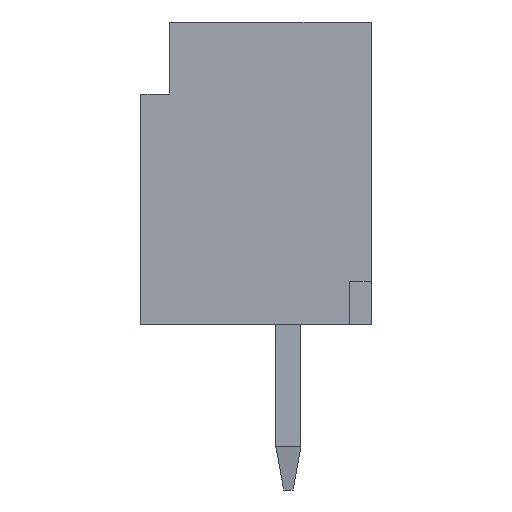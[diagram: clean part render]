
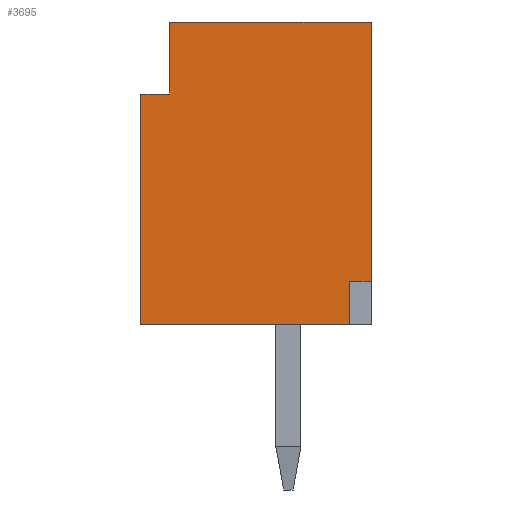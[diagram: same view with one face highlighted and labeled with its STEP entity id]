
A CAD part, left-side view. The second image highlights one B-rep face of the part: STEP entity #3695.
In plain terms, the highlighted planar face has unit normal (-1, 0, 0).
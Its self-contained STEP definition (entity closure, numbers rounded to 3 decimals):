
#111 = PLANE('',#112);
#112 = AXIS2_PLACEMENT_3D('',#113,#114,#115);
#113 = CARTESIAN_POINT('',(5.25,-1.15,0.));
#114 = DIRECTION('',(0.,-1.,0.));
#115 = DIRECTION('',(0.,0.,1.));
#139 = PLANE('',#140);
#140 = AXIS2_PLACEMENT_3D('',#141,#142,#143);
#141 = CARTESIAN_POINT('',(5.25,-1.15,4.2));
#142 = DIRECTION('',(0.,0.,1.));
#143 = DIRECTION('',(0.,1.,0.));
#223 = PLANE('',#224);
#224 = AXIS2_PLACEMENT_3D('',#225,#226,#227);
#225 = CARTESIAN_POINT('',(5.25,2.05,4.2));
#226 = DIRECTION('',(0.,1.,0.));
#227 = DIRECTION('',(0.,0.,-1.));
#771 = PLANE('',#772);
#772 = AXIS2_PLACEMENT_3D('',#773,#774,#775);
#773 = CARTESIAN_POINT('',(5.25,2.05,0.));
#774 = DIRECTION('',(0.,0.,-1.));
#775 = DIRECTION('',(0.,-1.,0.));
#812 = VERTEX_POINT('',#813);
#813 = CARTESIAN_POINT('',(-1.5,-1.15,0.6));
#827 = PLANE('',#828);
#828 = AXIS2_PLACEMENT_3D('',#829,#830,#831);
#829 = CARTESIAN_POINT('',(-0.925,-1.15,0.6));
#830 = DIRECTION('',(0.,0.,1.));
#831 = DIRECTION('',(-1.,0.,0.));
#839 = EDGE_CURVE('',#812,#840,#842,.T.);
#840 = VERTEX_POINT('',#841);
#841 = CARTESIAN_POINT('',(-1.5,-1.15,4.2));
#842 = SURFACE_CURVE('',#843,(#847,#854),.PCURVE_S1.);
#843 = LINE('',#844,#845);
#844 = CARTESIAN_POINT('',(-1.5,-1.15,0.6));
#845 = VECTOR('',#846,1.);
#846 = DIRECTION('',(0.,0.,1.));
#847 = PCURVE('',#111,#848);
#848 = DEFINITIONAL_REPRESENTATION('',(#849),#853);
#849 = LINE('',#850,#851);
#850 = CARTESIAN_POINT('',(0.6,6.75));
#851 = VECTOR('',#852,1.);
#852 = DIRECTION('',(1.,0.));
#853 = ( GEOMETRIC_REPRESENTATION_CONTEXT(2) 
PARAMETRIC_REPRESENTATION_CONTEXT() REPRESENTATION_CONTEXT('2D SPACE',''
  ) );
#854 = PCURVE('',#855,#860);
#855 = PLANE('',#856);
#856 = AXIS2_PLACEMENT_3D('',#857,#858,#859);
#857 = CARTESIAN_POINT('',(-1.5,0.45,2.1));
#858 = DIRECTION('',(-1.,0.,0.));
#859 = DIRECTION('',(0.,0.,-1.));
#860 = DEFINITIONAL_REPRESENTATION('',(#861),#865);
#861 = LINE('',#862,#863);
#862 = CARTESIAN_POINT('',(1.5,1.6));
#863 = VECTOR('',#864,1.);
#864 = DIRECTION('',(-1.,0.));
#865 = ( GEOMETRIC_REPRESENTATION_CONTEXT(2) 
PARAMETRIC_REPRESENTATION_CONTEXT() REPRESENTATION_CONTEXT('2D SPACE',''
  ) );
#1498 = EDGE_CURVE('',#840,#1499,#1501,.T.);
#1499 = VERTEX_POINT('',#1500);
#1500 = CARTESIAN_POINT('',(-1.5,1.65,4.2));
#1501 = SURFACE_CURVE('',#1502,(#1506,#1513),.PCURVE_S1.);
#1502 = LINE('',#1503,#1504);
#1503 = CARTESIAN_POINT('',(-1.5,-1.15,4.2));
#1504 = VECTOR('',#1505,1.);
#1505 = DIRECTION('',(0.,1.,0.));
#1506 = PCURVE('',#139,#1507);
#1507 = DEFINITIONAL_REPRESENTATION('',(#1508),#1512);
#1508 = LINE('',#1509,#1510);
#1509 = CARTESIAN_POINT('',(0.,6.75));
#1510 = VECTOR('',#1511,1.);
#1511 = DIRECTION('',(1.,0.));
#1512 = ( GEOMETRIC_REPRESENTATION_CONTEXT(2) 
PARAMETRIC_REPRESENTATION_CONTEXT() REPRESENTATION_CONTEXT('2D SPACE',''
  ) );
#1513 = PCURVE('',#855,#1514);
#1514 = DEFINITIONAL_REPRESENTATION('',(#1515),#1519);
#1515 = LINE('',#1516,#1517);
#1516 = CARTESIAN_POINT('',(-2.1,1.6));
#1517 = VECTOR('',#1518,1.);
#1518 = DIRECTION('',(0.,-1.));
#1519 = ( GEOMETRIC_REPRESENTATION_CONTEXT(2) 
PARAMETRIC_REPRESENTATION_CONTEXT() REPRESENTATION_CONTEXT('2D SPACE',''
  ) );
#1537 = PLANE('',#1538);
#1538 = AXIS2_PLACEMENT_3D('',#1539,#1540,#1541);
#1539 = CARTESIAN_POINT('',(4.65,1.65,4.2));
#1540 = DIRECTION('',(0.,1.,0.));
#1541 = DIRECTION('',(-1.,0.,0.));
#1967 = VERTEX_POINT('',#1968);
#1968 = CARTESIAN_POINT('',(-1.5,2.05,3.2));
#1982 = PLANE('',#1983);
#1983 = AXIS2_PLACEMENT_3D('',#1984,#1985,#1986);
#1984 = CARTESIAN_POINT('',(-0.55,2.05,3.2));
#1985 = DIRECTION('',(0.,0.,-1.));
#1986 = DIRECTION('',(-1.,0.,0.));
#1994 = EDGE_CURVE('',#1967,#1995,#1997,.T.);
#1995 = VERTEX_POINT('',#1996);
#1996 = CARTESIAN_POINT('',(-1.5,2.05,0.));
#1997 = SURFACE_CURVE('',#1998,(#2002,#2009),.PCURVE_S1.);
#1998 = LINE('',#1999,#2000);
#1999 = CARTESIAN_POINT('',(-1.5,2.05,3.2));
#2000 = VECTOR('',#2001,1.);
#2001 = DIRECTION('',(0.,0.,-1.));
#2002 = PCURVE('',#223,#2003);
#2003 = DEFINITIONAL_REPRESENTATION('',(#2004),#2008);
#2004 = LINE('',#2005,#2006);
#2005 = CARTESIAN_POINT('',(1.,6.75));
#2006 = VECTOR('',#2007,1.);
#2007 = DIRECTION('',(1.,0.));
#2008 = ( GEOMETRIC_REPRESENTATION_CONTEXT(2) 
PARAMETRIC_REPRESENTATION_CONTEXT() REPRESENTATION_CONTEXT('2D SPACE',''
  ) );
#2009 = PCURVE('',#855,#2010);
#2010 = DEFINITIONAL_REPRESENTATION('',(#2011),#2015);
#2011 = LINE('',#2012,#2013);
#2012 = CARTESIAN_POINT('',(-1.1,-1.6));
#2013 = VECTOR('',#2014,1.);
#2014 = DIRECTION('',(1.,0.));
#2015 = ( GEOMETRIC_REPRESENTATION_CONTEXT(2) 
PARAMETRIC_REPRESENTATION_CONTEXT() REPRESENTATION_CONTEXT('2D SPACE',''
  ) );
#3525 = EDGE_CURVE('',#1995,#3526,#3528,.T.);
#3526 = VERTEX_POINT('',#3527);
#3527 = CARTESIAN_POINT('',(-1.5,-0.85,0.));
#3528 = SURFACE_CURVE('',#3529,(#3533,#3540),.PCURVE_S1.);
#3529 = LINE('',#3530,#3531);
#3530 = CARTESIAN_POINT('',(-1.5,2.05,0.));
#3531 = VECTOR('',#3532,1.);
#3532 = DIRECTION('',(0.,-1.,0.));
#3533 = PCURVE('',#771,#3534);
#3534 = DEFINITIONAL_REPRESENTATION('',(#3535),#3539);
#3535 = LINE('',#3536,#3537);
#3536 = CARTESIAN_POINT('',(0.,6.75));
#3537 = VECTOR('',#3538,1.);
#3538 = DIRECTION('',(1.,0.));
#3539 = ( GEOMETRIC_REPRESENTATION_CONTEXT(2) 
PARAMETRIC_REPRESENTATION_CONTEXT() REPRESENTATION_CONTEXT('2D SPACE',''
  ) );
#3540 = PCURVE('',#855,#3541);
#3541 = DEFINITIONAL_REPRESENTATION('',(#3542),#3546);
#3542 = LINE('',#3543,#3544);
#3543 = CARTESIAN_POINT('',(2.1,-1.6));
#3544 = VECTOR('',#3545,1.);
#3545 = DIRECTION('',(0.,1.));
#3546 = ( GEOMETRIC_REPRESENTATION_CONTEXT(2) 
PARAMETRIC_REPRESENTATION_CONTEXT() REPRESENTATION_CONTEXT('2D SPACE',''
  ) );
#3564 = PLANE('',#3565);
#3565 = AXIS2_PLACEMENT_3D('',#3566,#3567,#3568);
#3566 = CARTESIAN_POINT('',(5.25,-0.85,0.));
#3567 = DIRECTION('',(0.,-1.,0.));
#3568 = DIRECTION('',(1.,0.,0.));
#3650 = EDGE_CURVE('',#812,#3651,#3653,.T.);
#3651 = VERTEX_POINT('',#3652);
#3652 = CARTESIAN_POINT('',(-1.5,-0.85,0.6));
#3653 = SURFACE_CURVE('',#3654,(#3658,#3665),.PCURVE_S1.);
#3654 = LINE('',#3655,#3656);
#3655 = CARTESIAN_POINT('',(-1.5,-1.15,0.6));
#3656 = VECTOR('',#3657,1.);
#3657 = DIRECTION('',(0.,1.,0.));
#3658 = PCURVE('',#827,#3659);
#3659 = DEFINITIONAL_REPRESENTATION('',(#3660),#3664);
#3660 = LINE('',#3661,#3662);
#3661 = CARTESIAN_POINT('',(0.575,0.));
#3662 = VECTOR('',#3663,1.);
#3663 = DIRECTION('',(0.,-1.));
#3664 = ( GEOMETRIC_REPRESENTATION_CONTEXT(2) 
PARAMETRIC_REPRESENTATION_CONTEXT() REPRESENTATION_CONTEXT('2D SPACE',''
  ) );
#3665 = PCURVE('',#855,#3666);
#3666 = DEFINITIONAL_REPRESENTATION('',(#3667),#3671);
#3667 = LINE('',#3668,#3669);
#3668 = CARTESIAN_POINT('',(1.5,1.6));
#3669 = VECTOR('',#3670,1.);
#3670 = DIRECTION('',(0.,-1.));
#3671 = ( GEOMETRIC_REPRESENTATION_CONTEXT(2) 
PARAMETRIC_REPRESENTATION_CONTEXT() REPRESENTATION_CONTEXT('2D SPACE',''
  ) );
#3695 = ADVANCED_FACE('',(#3696),#855,.T.);
#3696 = FACE_BOUND('',#3697,.F.);
#3697 = EDGE_LOOP('',(#3698,#3699,#3700,#3721,#3722,#3723,#3746,#3767));
#3698 = ORIENTED_EDGE('',*,*,#839,.F.);
#3699 = ORIENTED_EDGE('',*,*,#3650,.T.);
#3700 = ORIENTED_EDGE('',*,*,#3701,.F.);
#3701 = EDGE_CURVE('',#3526,#3651,#3702,.T.);
#3702 = SURFACE_CURVE('',#3703,(#3707,#3714),.PCURVE_S1.);
#3703 = LINE('',#3704,#3705);
#3704 = CARTESIAN_POINT('',(-1.5,-0.85,0.));
#3705 = VECTOR('',#3706,1.);
#3706 = DIRECTION('',(0.,0.,1.));
#3707 = PCURVE('',#855,#3708);
#3708 = DEFINITIONAL_REPRESENTATION('',(#3709),#3713);
#3709 = LINE('',#3710,#3711);
#3710 = CARTESIAN_POINT('',(2.1,1.3));
#3711 = VECTOR('',#3712,1.);
#3712 = DIRECTION('',(-1.,0.));
#3713 = ( GEOMETRIC_REPRESENTATION_CONTEXT(2) 
PARAMETRIC_REPRESENTATION_CONTEXT() REPRESENTATION_CONTEXT('2D SPACE',''
  ) );
#3714 = PCURVE('',#3564,#3715);
#3715 = DEFINITIONAL_REPRESENTATION('',(#3716),#3720);
#3716 = LINE('',#3717,#3718);
#3717 = CARTESIAN_POINT('',(-6.75,0.));
#3718 = VECTOR('',#3719,1.);
#3719 = DIRECTION('',(0.,1.));
#3720 = ( GEOMETRIC_REPRESENTATION_CONTEXT(2) 
PARAMETRIC_REPRESENTATION_CONTEXT() REPRESENTATION_CONTEXT('2D SPACE',''
  ) );
#3721 = ORIENTED_EDGE('',*,*,#3525,.F.);
#3722 = ORIENTED_EDGE('',*,*,#1994,.F.);
#3723 = ORIENTED_EDGE('',*,*,#3724,.T.);
#3724 = EDGE_CURVE('',#1967,#3725,#3727,.T.);
#3725 = VERTEX_POINT('',#3726);
#3726 = CARTESIAN_POINT('',(-1.5,1.65,3.2));
#3727 = SURFACE_CURVE('',#3728,(#3732,#3739),.PCURVE_S1.);
#3728 = LINE('',#3729,#3730);
#3729 = CARTESIAN_POINT('',(-1.5,2.05,3.2));
#3730 = VECTOR('',#3731,1.);
#3731 = DIRECTION('',(0.,-1.,0.));
#3732 = PCURVE('',#855,#3733);
#3733 = DEFINITIONAL_REPRESENTATION('',(#3734),#3738);
#3734 = LINE('',#3735,#3736);
#3735 = CARTESIAN_POINT('',(-1.1,-1.6));
#3736 = VECTOR('',#3737,1.);
#3737 = DIRECTION('',(0.,1.));
#3738 = ( GEOMETRIC_REPRESENTATION_CONTEXT(2) 
PARAMETRIC_REPRESENTATION_CONTEXT() REPRESENTATION_CONTEXT('2D SPACE',''
  ) );
#3739 = PCURVE('',#1982,#3740);
#3740 = DEFINITIONAL_REPRESENTATION('',(#3741),#3745);
#3741 = LINE('',#3742,#3743);
#3742 = CARTESIAN_POINT('',(0.95,0.));
#3743 = VECTOR('',#3744,1.);
#3744 = DIRECTION('',(0.,-1.));
#3745 = ( GEOMETRIC_REPRESENTATION_CONTEXT(2) 
PARAMETRIC_REPRESENTATION_CONTEXT() REPRESENTATION_CONTEXT('2D SPACE',''
  ) );
#3746 = ORIENTED_EDGE('',*,*,#3747,.F.);
#3747 = EDGE_CURVE('',#1499,#3725,#3748,.T.);
#3748 = SURFACE_CURVE('',#3749,(#3753,#3760),.PCURVE_S1.);
#3749 = LINE('',#3750,#3751);
#3750 = CARTESIAN_POINT('',(-1.5,1.65,4.2));
#3751 = VECTOR('',#3752,1.);
#3752 = DIRECTION('',(0.,0.,-1.));
#3753 = PCURVE('',#855,#3754);
#3754 = DEFINITIONAL_REPRESENTATION('',(#3755),#3759);
#3755 = LINE('',#3756,#3757);
#3756 = CARTESIAN_POINT('',(-2.1,-1.2));
#3757 = VECTOR('',#3758,1.);
#3758 = DIRECTION('',(1.,0.));
#3759 = ( GEOMETRIC_REPRESENTATION_CONTEXT(2) 
PARAMETRIC_REPRESENTATION_CONTEXT() REPRESENTATION_CONTEXT('2D SPACE',''
  ) );
#3760 = PCURVE('',#1537,#3761);
#3761 = DEFINITIONAL_REPRESENTATION('',(#3762),#3766);
#3762 = LINE('',#3763,#3764);
#3763 = CARTESIAN_POINT('',(6.15,0.));
#3764 = VECTOR('',#3765,1.);
#3765 = DIRECTION('',(0.,-1.));
#3766 = ( GEOMETRIC_REPRESENTATION_CONTEXT(2) 
PARAMETRIC_REPRESENTATION_CONTEXT() REPRESENTATION_CONTEXT('2D SPACE',''
  ) );
#3767 = ORIENTED_EDGE('',*,*,#1498,.F.);
